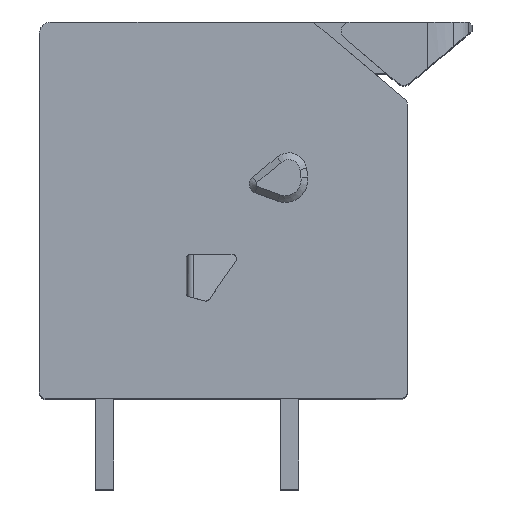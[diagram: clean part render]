
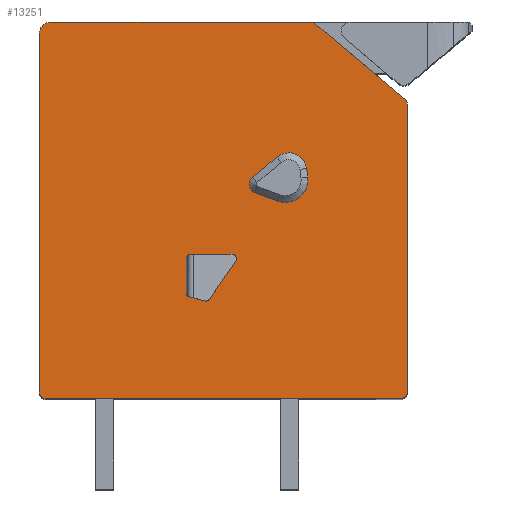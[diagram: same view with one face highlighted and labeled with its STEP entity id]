
A CAD part, top view. The second image highlights one B-rep face of the part: STEP entity #13251.
In plain terms, the highlighted planar face has unit normal (0, 0, 1).
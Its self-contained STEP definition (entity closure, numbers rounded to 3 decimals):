
#143=CIRCLE('',#13893,0.2);
#144=CIRCLE('',#13897,0.2);
#146=CIRCLE('',#13901,0.3);
#147=CIRCLE('',#13902,0.3);
#148=CIRCLE('',#13903,0.3);
#149=CIRCLE('',#13904,0.5);
#150=CIRCLE('',#13905,0.3);
#151=CIRCLE('',#13906,0.2);
#152=CIRCLE('',#13907,0.2);
#153=CIRCLE('',#13908,0.4);
#154=CIRCLE('',#13909,0.8);
#155=CIRCLE('',#13910,1.);
#814=LINE('',#18153,#1796);
#925=LINE('',#18462,#1907);
#929=LINE('',#18474,#1911);
#933=LINE('',#18486,#1915);
#935=LINE('',#18492,#1917);
#936=LINE('',#18498,#1918);
#937=LINE('',#18502,#1919);
#938=LINE('',#18506,#1920);
#939=LINE('',#18509,#1921);
#940=LINE('',#18517,#1922);
#941=LINE('',#18521,#1923);
#942=LINE('',#18525,#1924);
#1796=VECTOR('',#15047,1000.);
#1907=VECTOR('',#15214,1000.);
#1911=VECTOR('',#15226,1000.);
#1915=VECTOR('',#15238,1000.);
#1917=VECTOR('',#15244,1000.);
#1918=VECTOR('',#15249,1000.);
#1919=VECTOR('',#15252,1000.);
#1920=VECTOR('',#15255,1000.);
#1921=VECTOR('',#15258,1000.);
#1922=VECTOR('',#15265,1000.);
#1923=VECTOR('',#15268,1000.);
#1924=VECTOR('',#15271,1000.);
#3057=ORIENTED_EDGE('',*,*,#5961,.T.);
#3058=ORIENTED_EDGE('',*,*,#5962,.T.);
#3059=ORIENTED_EDGE('',*,*,#5808,.T.);
#3060=ORIENTED_EDGE('',*,*,#5963,.T.);
#3061=ORIENTED_EDGE('',*,*,#5964,.T.);
#3062=ORIENTED_EDGE('',*,*,#5965,.T.);
#3063=ORIENTED_EDGE('',*,*,#5966,.T.);
#3064=ORIENTED_EDGE('',*,*,#5967,.T.);
#3065=ORIENTED_EDGE('',*,*,#5968,.T.);
#3066=ORIENTED_EDGE('',*,*,#5969,.T.);
#3067=ORIENTED_EDGE('',*,*,#5970,.F.);
#3068=ORIENTED_EDGE('',*,*,#5971,.F.);
#3069=ORIENTED_EDGE('',*,*,#5958,.F.);
#3070=ORIENTED_EDGE('',*,*,#5955,.F.);
#3071=ORIENTED_EDGE('',*,*,#5952,.F.);
#3072=ORIENTED_EDGE('',*,*,#5949,.F.);
#3073=ORIENTED_EDGE('',*,*,#5946,.F.);
#3074=ORIENTED_EDGE('',*,*,#5972,.F.);
#3075=ORIENTED_EDGE('',*,*,#5973,.F.);
#3076=ORIENTED_EDGE('',*,*,#5974,.F.);
#3077=ORIENTED_EDGE('',*,*,#5975,.F.);
#3078=ORIENTED_EDGE('',*,*,#5976,.F.);
#3079=ORIENTED_EDGE('',*,*,#5977,.F.);
#3080=ORIENTED_EDGE('',*,*,#5978,.F.);
#5808=EDGE_CURVE('',#7247,#7250,#814,.T.);
#5946=EDGE_CURVE('',#7388,#7389,#925,.T.);
#5949=EDGE_CURVE('',#7389,#7391,#143,.T.);
#5952=EDGE_CURVE('',#7391,#7393,#929,.T.);
#5955=EDGE_CURVE('',#7393,#7395,#144,.T.);
#5958=EDGE_CURVE('',#7395,#7397,#933,.T.);
#5961=EDGE_CURVE('',#7399,#7400,#935,.T.);
#5962=EDGE_CURVE('',#7400,#7247,#146,.T.);
#5963=EDGE_CURVE('',#7250,#7401,#147,.T.);
#5964=EDGE_CURVE('',#7401,#7402,#936,.T.);
#5965=EDGE_CURVE('',#7402,#7403,#148,.T.);
#5966=EDGE_CURVE('',#7403,#7404,#937,.T.);
#5967=EDGE_CURVE('',#7404,#7405,#149,.T.);
#5968=EDGE_CURVE('',#7405,#7406,#938,.T.);
#5969=EDGE_CURVE('',#7406,#7399,#150,.T.);
#5970=EDGE_CURVE('',#7407,#7408,#939,.T.);
#5971=EDGE_CURVE('',#7397,#7407,#151,.T.);
#5972=EDGE_CURVE('',#7408,#7388,#152,.T.);
#5973=EDGE_CURVE('',#7409,#7410,#153,.T.);
#5974=EDGE_CURVE('',#7411,#7409,#940,.T.);
#5975=EDGE_CURVE('',#7412,#7411,#154,.T.);
#5976=EDGE_CURVE('',#7413,#7412,#941,.T.);
#5977=EDGE_CURVE('',#7414,#7413,#155,.T.);
#5978=EDGE_CURVE('',#7410,#7414,#942,.T.);
#7247=VERTEX_POINT('',#18147);
#7250=VERTEX_POINT('',#18152);
#7388=VERTEX_POINT('',#18461);
#7389=VERTEX_POINT('',#18463);
#7391=VERTEX_POINT('',#18469);
#7393=VERTEX_POINT('',#18475);
#7395=VERTEX_POINT('',#18481);
#7397=VERTEX_POINT('',#18487);
#7399=VERTEX_POINT('',#18493);
#7400=VERTEX_POINT('',#18494);
#7401=VERTEX_POINT('',#18497);
#7402=VERTEX_POINT('',#18499);
#7403=VERTEX_POINT('',#18501);
#7404=VERTEX_POINT('',#18503);
#7405=VERTEX_POINT('',#18505);
#7406=VERTEX_POINT('',#18507);
#7407=VERTEX_POINT('',#18510);
#7408=VERTEX_POINT('',#18511);
#7409=VERTEX_POINT('',#18515);
#7410=VERTEX_POINT('',#18516);
#7411=VERTEX_POINT('',#18518);
#7412=VERTEX_POINT('',#18520);
#7413=VERTEX_POINT('',#18522);
#7414=VERTEX_POINT('',#18524);
#8088=EDGE_LOOP('',(#3057,#3058,#3059,#3060,#3061,#3062,#3063,#3064,#3065,
#3066));
#8089=EDGE_LOOP('',(#3067,#3068,#3069,#3070,#3071,#3072,#3073,#3074));
#8090=EDGE_LOOP('',(#3075,#3076,#3077,#3078,#3079,#3080));
#8644=FACE_BOUND('',#8088,.T.);
#8645=FACE_BOUND('',#8089,.T.);
#8646=FACE_BOUND('',#8090,.T.);
#9178=PLANE('',#13900);
#13251=ADVANCED_FACE('',(#8644,#8645,#8646),#9178,.T.);
#13893=AXIS2_PLACEMENT_3D('',#18468,#15220,#15221);
#13897=AXIS2_PLACEMENT_3D('',#18480,#15232,#15233);
#13900=AXIS2_PLACEMENT_3D('',#18491,#15242,#15243);
#13901=AXIS2_PLACEMENT_3D('',#18495,#15245,#15246);
#13902=AXIS2_PLACEMENT_3D('',#18496,#15247,#15248);
#13903=AXIS2_PLACEMENT_3D('',#18500,#15250,#15251);
#13904=AXIS2_PLACEMENT_3D('',#18504,#15253,#15254);
#13905=AXIS2_PLACEMENT_3D('',#18508,#15256,#15257);
#13906=AXIS2_PLACEMENT_3D('',#18512,#15259,#15260);
#13907=AXIS2_PLACEMENT_3D('',#18513,#15261,#15262);
#13908=AXIS2_PLACEMENT_3D('',#18514,#15263,#15264);
#13909=AXIS2_PLACEMENT_3D('',#18519,#15266,#15267);
#13910=AXIS2_PLACEMENT_3D('',#18523,#15269,#15270);
#15047=DIRECTION('',(0.,1.,0.));
#15214=DIRECTION('',(0.966,-0.259,0.));
#15220=DIRECTION('',(0.,0.,1.));
#15221=DIRECTION('',(1.,0.,0.));
#15226=DIRECTION('',(0.574,0.819,0.));
#15232=DIRECTION('',(0.,0.,1.));
#15233=DIRECTION('',(1.,0.,0.));
#15238=DIRECTION('',(-1.,0.,0.));
#15242=DIRECTION('',(0.,0.,1.));
#15243=DIRECTION('',(1.,0.,0.));
#15244=DIRECTION('',(1.,0.,0.));
#15245=DIRECTION('',(0.,0.,1.));
#15246=DIRECTION('',(1.,0.,0.));
#15247=DIRECTION('',(0.,0.,1.));
#15248=DIRECTION('',(1.,0.,0.));
#15249=DIRECTION('',(-0.766,0.643,0.));
#15250=DIRECTION('',(0.,0.,1.));
#15251=DIRECTION('',(1.,0.,0.));
#15252=DIRECTION('',(-1.,0.,0.));
#15253=DIRECTION('',(0.,0.,1.));
#15254=DIRECTION('',(1.,0.,0.));
#15255=DIRECTION('',(0.,-1.,0.));
#15256=DIRECTION('',(0.,0.,1.));
#15257=DIRECTION('',(1.,0.,0.));
#15258=DIRECTION('',(0.,-1.,0.));
#15259=DIRECTION('',(0.,0.,1.));
#15260=DIRECTION('',(1.,0.,0.));
#15261=DIRECTION('',(0.,0.,1.));
#15262=DIRECTION('',(1.,0.,0.));
#15263=DIRECTION('',(0.,0.,1.));
#15264=DIRECTION('',(1.,0.,0.));
#15265=DIRECTION('',(-0.77,-0.638,0.));
#15266=DIRECTION('',(0.,0.,1.));
#15267=DIRECTION('',(1.,0.,0.));
#15268=DIRECTION('',(-0.128,0.992,0.));
#15269=DIRECTION('',(0.,0.,1.));
#15270=DIRECTION('',(1.,0.,0.));
#15271=DIRECTION('',(0.939,-0.343,0.));
#18147=CARTESIAN_POINT('',(5.2,0.3,27.5));
#18152=CARTESIAN_POINT('',(5.2,13.06,27.5));
#18153=CARTESIAN_POINT('',(5.2,0.3,27.5));
#18461=CARTESIAN_POINT('',(-4.452,4.515,27.5));
#18462=CARTESIAN_POINT('',(-4.452,4.515,27.5));
#18463=CARTESIAN_POINT('',(-3.785,4.336,27.5));
#18468=CARTESIAN_POINT('',(-3.734,4.529,27.5));
#18469=CARTESIAN_POINT('',(-3.57,4.415,27.5));
#18474=CARTESIAN_POINT('',(-3.57,4.415,27.5));
#18475=CARTESIAN_POINT('',(-2.4,6.085,27.5));
#18480=CARTESIAN_POINT('',(-2.564,6.2,27.5));
#18481=CARTESIAN_POINT('',(-2.564,6.4,27.5));
#18486=CARTESIAN_POINT('',(-2.564,6.4,27.5));
#18487=CARTESIAN_POINT('',(-4.4,6.4,27.5));
#18491=CARTESIAN_POINT('',(-10.6,16.2,27.5));
#18492=CARTESIAN_POINT('',(-10.8,0.,27.5));
#18493=CARTESIAN_POINT('',(-10.8,0.,27.5));
#18494=CARTESIAN_POINT('',(4.9,0.,27.5));
#18495=CARTESIAN_POINT('',(4.9,0.3,27.5));
#18496=CARTESIAN_POINT('',(4.9,13.06,27.5));
#18497=CARTESIAN_POINT('',(5.093,13.29,27.5));
#18498=CARTESIAN_POINT('',(5.093,13.29,27.5));
#18499=CARTESIAN_POINT('',(1.113,16.63,27.5));
#18500=CARTESIAN_POINT('',(0.92,16.4,27.5));
#18501=CARTESIAN_POINT('',(0.92,16.7,27.5));
#18502=CARTESIAN_POINT('',(0.92,16.7,27.5));
#18503=CARTESIAN_POINT('',(-10.6,16.7,27.5));
#18504=CARTESIAN_POINT('',(-10.6,16.2,27.5));
#18505=CARTESIAN_POINT('',(-11.1,16.2,27.5));
#18506=CARTESIAN_POINT('',(-11.1,16.2,27.5));
#18507=CARTESIAN_POINT('',(-11.1,0.3,27.5));
#18508=CARTESIAN_POINT('',(-10.8,0.3,27.5));
#18509=CARTESIAN_POINT('',(-4.6,6.2,27.5));
#18510=CARTESIAN_POINT('',(-4.6,6.2,27.5));
#18511=CARTESIAN_POINT('',(-4.6,4.708,27.5));
#18512=CARTESIAN_POINT('',(-4.4,6.2,27.5));
#18513=CARTESIAN_POINT('',(-4.4,4.708,27.5));
#18514=CARTESIAN_POINT('',(-1.4,9.5,27.5));
#18515=CARTESIAN_POINT('',(-1.655,9.808,27.5));
#18516=CARTESIAN_POINT('',(-1.537,9.124,27.5));
#18517=CARTESIAN_POINT('',(-0.561,10.716,27.5));
#18518=CARTESIAN_POINT('',(-0.561,10.716,27.5));
#18519=CARTESIAN_POINT('',(-0.05,10.1,27.5));
#18520=CARTESIAN_POINT('',(0.743,10.202,27.5));
#18521=CARTESIAN_POINT('',(0.792,9.828,27.5));
#18522=CARTESIAN_POINT('',(0.792,9.828,27.5));
#18523=CARTESIAN_POINT('',(-0.2,9.7,27.5));
#18524=CARTESIAN_POINT('',(-0.543,8.761,27.5));
#18525=CARTESIAN_POINT('',(-1.537,9.124,27.5));
